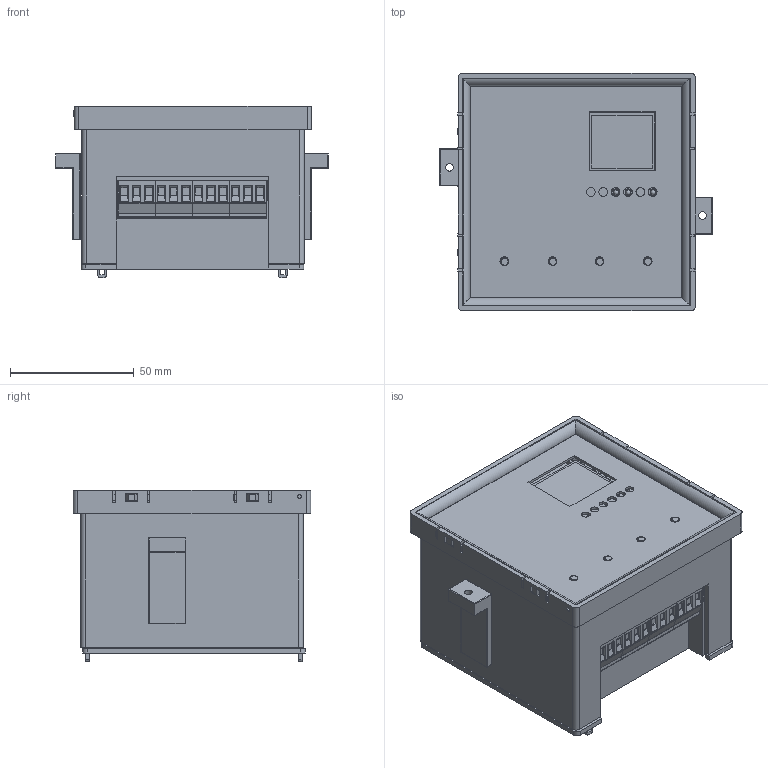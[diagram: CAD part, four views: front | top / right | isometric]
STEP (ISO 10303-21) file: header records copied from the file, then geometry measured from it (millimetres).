
FILE_DESCRIPTION(/* description */ (''),/* implementation_level */ '2;1');
FILE_NAME(/* name */ 'FILE_STP_CAD_DRAWING_3d_ELR-96B_prt.stp',/* time_stamp */ '2026-02-05T08:04:38+01:00',/* author */ (''),/* organization */ (''),/* preprocessor_version */ 'ST-DEVELOPER v20',/* originating_system */ 'SIEMENS PLM Software NX2406.8500',/* authorisation */ '');
FILE_SCHEMA (('AUTOMOTIVE_DESIGN { 1 0 10303 214 3 1 1 1 }'));
Products named in the file (1): 3d_ELR-96B
Bounding box: 110.33 x 96 x 69.36 mm (x, y, z)
Surface area: 114053.9 mm2 (no closed solid volume)
Topology: 0 solids, 225 shells, 1958 faces, 8588 edges, 6637 vertices
Faces by surface type: plane 1585, cylinder 206, torus 90, cone 61, sphere 16
Full cylindrical faces by diameter (mm): 0.6 x2, 1.5 x2, 1.8 x2, 2.5 x5, 3.1 x2, 3.2 x1, 3.25 x3, 3.5 x10, 4 x48, 6 x4, 11.5 x1, 12 x1
Entity records: 100955 total; most frequent: CARTESIAN_POINT 32957, DIRECTION 12514, ORIENTED_EDGE 11438, EDGE_CURVE 8420, VERTEX_POINT 6628, LINE 6562, VECTOR 6562, AXIS2_PLACEMENT_3D 2976
